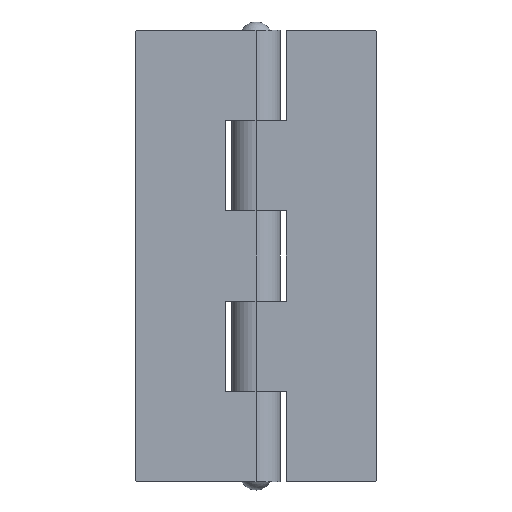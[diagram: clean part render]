
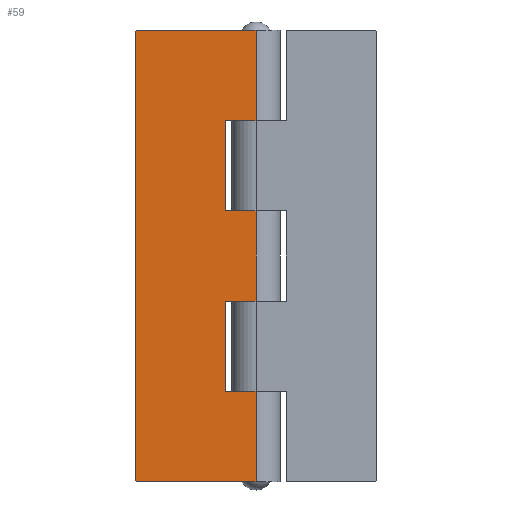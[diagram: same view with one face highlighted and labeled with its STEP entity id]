
A CAD part, front view. The second image highlights one B-rep face of the part: STEP entity #59.
In plain terms, the highlighted planar face has unit normal (0, -1, 0).
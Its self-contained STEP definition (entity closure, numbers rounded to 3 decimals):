
#1 = EDGE_CURVE ( 'NONE', #2326, #2341, #228, .T. ) ;
#16 = EDGE_CURVE ( 'NONE', #2258, #18, #201, .T. ) ;
#18 = VERTEX_POINT ( 'NONE', #197 ) ;
#21 = ORIENTED_EDGE ( 'NONE', *, *, #22, .T. ) ;
#22 = EDGE_CURVE ( 'NONE', #23, #2321, #254, .T. ) ;
#23 = VERTEX_POINT ( 'NONE', #250 ) ;
#24 = EDGE_CURVE ( 'NONE', #26, #23, #249, .T. ) ;
#25 = ORIENTED_EDGE ( 'NONE', *, *, #24, .T. ) ;
#26 = VERTEX_POINT ( 'NONE', #245 ) ;
#27 = ORIENTED_EDGE ( 'NONE', *, *, #16, .T. ) ;
#28 = EDGE_CURVE ( 'NONE', #18, #2326, #244, .T. ) ;
#30 = ORIENTED_EDGE ( 'NONE', *, *, #1, .T. ) ;
#31 = ORIENTED_EDGE ( 'NONE', *, *, #33, .T. ) ;
#32 = ORIENTED_EDGE ( 'NONE', *, *, #2235, .F. ) ;
#33 = EDGE_CURVE ( 'NONE', #2237, #26, #239, .T. ) ;
#34 = ORIENTED_EDGE ( 'NONE', *, *, #28, .T. ) ;
#37 = VERTEX_POINT ( 'NONE', #229 ) ;
#38 = ORIENTED_EDGE ( 'NONE', *, *, #2189, .F. ) ;
#39 = ORIENTED_EDGE ( 'NONE', *, *, #40, .T. ) ;
#40 = EDGE_CURVE ( 'NONE', #37, #2190, #291, .T. ) ;
#41 = EDGE_CURVE ( 'NONE', #43, #37, #287, .T. ) ;
#42 = ORIENTED_EDGE ( 'NONE', *, *, #41, .T. ) ;
#43 = VERTEX_POINT ( 'NONE', #283 ) ;
#47 = ORIENTED_EDGE ( 'NONE', *, *, #2318, .F. ) ;
#48 = EDGE_CURVE ( 'NONE', #2303, #43, #282, .T. ) ;
#49 = ORIENTED_EDGE ( 'NONE', *, *, #48, .T. ) ;
#59 = ADVANCED_FACE ( 'NONE', ( #260 ), #259, .F. ) ;
#197 = CARTESIAN_POINT ( 'NONE',  ( -16., -3.25, -29.75 ) ) ;
#198 = DIRECTION ( 'NONE',  ( 0., 0., -1. ) ) ;
#199 = VECTOR ( 'NONE', #198, 1000. ) ;
#200 = CARTESIAN_POINT ( 'NONE',  ( -16., -3.25, 30. ) ) ;
#201 = LINE ( 'NONE', #200, #199 ) ;
#225 = DIRECTION ( 'NONE',  ( 1., 0., 0. ) ) ;
#226 = VECTOR ( 'NONE', #225, 1000. ) ;
#227 = CARTESIAN_POINT ( 'NONE',  ( 0., -3.25, -30. ) ) ;
#228 = LINE ( 'NONE', #227, #226 ) ;
#229 = CARTESIAN_POINT ( 'NONE',  ( -4., -3.25, 18. ) ) ;
#236 = DIRECTION ( 'NONE',  ( -1., 0., 0. ) ) ;
#237 = VECTOR ( 'NONE', #236, 1000. ) ;
#238 = CARTESIAN_POINT ( 'NONE',  ( 0., -3.25, -18. ) ) ;
#239 = LINE ( 'NONE', #238, #237 ) ;
#240 = DIRECTION ( 'NONE',  ( -1., 0., 0. ) ) ;
#241 = DIRECTION ( 'NONE',  ( 0., -1., 0. ) ) ;
#242 = CARTESIAN_POINT ( 'NONE',  ( -15.75, -3.25, -29.75 ) ) ;
#243 = AXIS2_PLACEMENT_3D ( 'NONE', #242, #241, #240 ) ;
#244 = CIRCLE ( 'NONE', #243, 0.25 ) ;
#245 = CARTESIAN_POINT ( 'NONE',  ( -4., -3.25, -18. ) ) ;
#246 = DIRECTION ( 'NONE',  ( 0., 0., 1. ) ) ;
#247 = VECTOR ( 'NONE', #246, 1000. ) ;
#248 = CARTESIAN_POINT ( 'NONE',  ( -4., -3.25, 30. ) ) ;
#249 = LINE ( 'NONE', #248, #247 ) ;
#250 = CARTESIAN_POINT ( 'NONE',  ( -4., -3.25, -6. ) ) ;
#251 = DIRECTION ( 'NONE',  ( 1., 0., 0. ) ) ;
#252 = VECTOR ( 'NONE', #251, 1000. ) ;
#253 = CARTESIAN_POINT ( 'NONE',  ( 0., -3.25, -6. ) ) ;
#254 = LINE ( 'NONE', #253, #252 ) ;
#259 = PLANE ( 'NONE',  #322 ) ;
#260 = FACE_OUTER_BOUND ( 'NONE', #2277, .T. ) ;
#279 = DIRECTION ( 'NONE',  ( -1., 0., 0. ) ) ;
#280 = VECTOR ( 'NONE', #279, 1000. ) ;
#281 = CARTESIAN_POINT ( 'NONE',  ( 0., -3.25, 6. ) ) ;
#282 = LINE ( 'NONE', #281, #280 ) ;
#283 = CARTESIAN_POINT ( 'NONE',  ( -4., -3.25, 6. ) ) ;
#284 = DIRECTION ( 'NONE',  ( 0., 0., 1. ) ) ;
#285 = VECTOR ( 'NONE', #284, 1000. ) ;
#286 = CARTESIAN_POINT ( 'NONE',  ( -4., -3.25, 30. ) ) ;
#287 = LINE ( 'NONE', #286, #285 ) ;
#288 = DIRECTION ( 'NONE',  ( 1., 0., 0. ) ) ;
#289 = VECTOR ( 'NONE', #288, 1000. ) ;
#290 = CARTESIAN_POINT ( 'NONE',  ( 0., -3.25, 18. ) ) ;
#291 = LINE ( 'NONE', #290, #289 ) ;
#319 = DIRECTION ( 'NONE',  ( -1., 0., 0. ) ) ;
#320 = DIRECTION ( 'NONE',  ( 0., 1., 0. ) ) ;
#321 = CARTESIAN_POINT ( 'NONE',  ( 0., -3.25, 30. ) ) ;
#322 = AXIS2_PLACEMENT_3D ( 'NONE', #321, #320, #319 ) ;
#1315 = CARTESIAN_POINT ( 'NONE',  ( 0., -3.25, 18. ) ) ;
#1316 = DIRECTION ( 'NONE',  ( 0., 0., -1. ) ) ;
#1317 = VECTOR ( 'NONE', #1316, 1000. ) ;
#1318 = CARTESIAN_POINT ( 'NONE',  ( 0., -3.25, 30. ) ) ;
#1319 = LINE ( 'NONE', #1318, #1317 ) ;
#1320 = CARTESIAN_POINT ( 'NONE',  ( 0., -3.25, 30. ) ) ;
#1408 = CARTESIAN_POINT ( 'NONE',  ( 0., -3.25, -18. ) ) ;
#1409 = DIRECTION ( 'NONE',  ( 0., 0., -1. ) ) ;
#1410 = VECTOR ( 'NONE', #1409, 1000. ) ;
#1411 = CARTESIAN_POINT ( 'NONE',  ( 0., -3.25, 30. ) ) ;
#1412 = LINE ( 'NONE', #1411, #1410 ) ;
#1450 = CARTESIAN_POINT ( 'NONE',  ( -16., -3.25, 29.75 ) ) ;
#1490 = DIRECTION ( 'NONE',  ( -1., 0., 0. ) ) ;
#1491 = DIRECTION ( 'NONE',  ( 0., -1., 0. ) ) ;
#1492 = CARTESIAN_POINT ( 'NONE',  ( -15.75, -3.25, 29.75 ) ) ;
#1493 = AXIS2_PLACEMENT_3D ( 'NONE', #1492, #1491, #1490 ) ;
#1494 = CIRCLE ( 'NONE', #1493, 0.25 ) ;
#1499 = CARTESIAN_POINT ( 'NONE',  ( -15.75, -3.25, -30. ) ) ;
#1506 = CARTESIAN_POINT ( 'NONE',  ( 0., -3.25, -6. ) ) ;
#1507 = DIRECTION ( 'NONE',  ( 0., 0., -1. ) ) ;
#1508 = VECTOR ( 'NONE', #1507, 1000. ) ;
#1509 = CARTESIAN_POINT ( 'NONE',  ( 0., -3.25, 30. ) ) ;
#1510 = LINE ( 'NONE', #1509, #1508 ) ;
#1511 = CARTESIAN_POINT ( 'NONE',  ( -15.75, -3.25, 30. ) ) ;
#1512 = DIRECTION ( 'NONE',  ( 1., 0., 0. ) ) ;
#1513 = VECTOR ( 'NONE', #1512, 1000. ) ;
#1514 = CARTESIAN_POINT ( 'NONE',  ( 0., -3.25, 30. ) ) ;
#1515 = LINE ( 'NONE', #1514, #1513 ) ;
#1520 = CARTESIAN_POINT ( 'NONE',  ( 0., -3.25, 6. ) ) ;
#1534 = CARTESIAN_POINT ( 'NONE',  ( 0., -3.25, -30. ) ) ;
#2187 = VERTEX_POINT ( 'NONE', #1320 ) ;
#2189 = EDGE_CURVE ( 'NONE', #2187, #2190, #1319, .T. ) ;
#2190 = VERTEX_POINT ( 'NONE', #1315 ) ;
#2235 = EDGE_CURVE ( 'NONE', #2237, #2341, #1412, .T. ) ;
#2237 = VERTEX_POINT ( 'NONE', #1408 ) ;
#2258 = VERTEX_POINT ( 'NONE', #1450 ) ;
#2274 = ORIENTED_EDGE ( 'NONE', *, *, #2275, .T. ) ;
#2275 = EDGE_CURVE ( 'NONE', #2313, #2258, #1494, .T. ) ;
#2276 = ORIENTED_EDGE ( 'NONE', *, *, #2307, .F. ) ;
#2277 = EDGE_LOOP ( 'NONE', ( #2276, #2274, #27, #34, #30, #32, #31, #25, #21, #47, #49, #42, #39, #38 ) ) ;
#2303 = VERTEX_POINT ( 'NONE', #1520 ) ;
#2307 = EDGE_CURVE ( 'NONE', #2313, #2187, #1515, .T. ) ;
#2313 = VERTEX_POINT ( 'NONE', #1511 ) ;
#2318 = EDGE_CURVE ( 'NONE', #2303, #2321, #1510, .T. ) ;
#2321 = VERTEX_POINT ( 'NONE', #1506 ) ;
#2326 = VERTEX_POINT ( 'NONE', #1499 ) ;
#2341 = VERTEX_POINT ( 'NONE', #1534 ) ;
